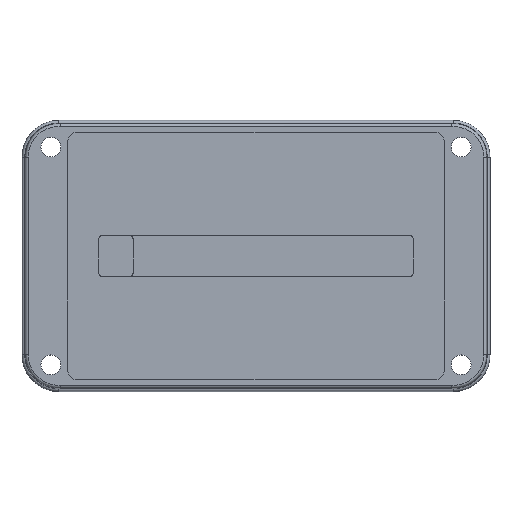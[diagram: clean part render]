
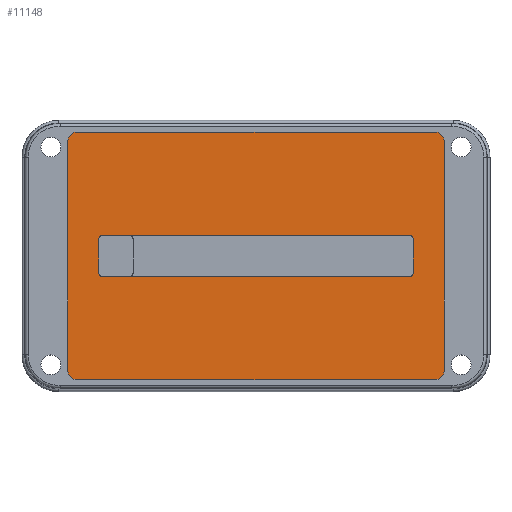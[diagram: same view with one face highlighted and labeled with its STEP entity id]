
A CAD part, top view. The second image highlights one B-rep face of the part: STEP entity #11148.
In plain terms, the highlighted planar face has unit normal (0, 0, 1).
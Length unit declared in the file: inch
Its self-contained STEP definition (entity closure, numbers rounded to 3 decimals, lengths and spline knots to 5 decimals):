
#336=FACE_BOUND('',#1761,.T.);
#553=PLANE('',#12232);
#1105=FACE_OUTER_BOUND('',#1760,.T.);
#1760=EDGE_LOOP('',(#9756,#9757,#9758,#9759,#9760,#9761,#9762,#9763));
#1761=EDGE_LOOP('',(#9764,#9765,#9766,#9767,#9768,#9769,#9770,#9771));
#2621=LINE('',#19505,#3589);
#2625=LINE('',#19514,#3593);
#2628=LINE('',#19522,#3596);
#2631=LINE('',#19530,#3599);
#2634=LINE('',#19538,#3602);
#2638=LINE('',#19547,#3606);
#2641=LINE('',#19555,#3609);
#2644=LINE('',#19563,#3612);
#3589=VECTOR('',#14973,0.3937);
#3593=VECTOR('',#14983,0.3937);
#3596=VECTOR('',#14992,0.3937);
#3599=VECTOR('',#15001,0.3937);
#3602=VECTOR('',#15010,0.3937);
#3606=VECTOR('',#15020,0.3937);
#3609=VECTOR('',#15029,0.3937);
#3612=VECTOR('',#15038,0.3937);
#4326=CIRCLE('',#12210,0.031);
#4327=CIRCLE('',#12213,0.031);
#4328=CIRCLE('',#12216,0.031);
#4329=CIRCLE('',#12219,0.031);
#4330=CIRCLE('',#12222,0.063);
#4331=CIRCLE('',#12225,0.063);
#4332=CIRCLE('',#12228,0.063);
#4333=CIRCLE('',#12231,0.063);
#5271=VERTEX_POINT('',#19503);
#5272=VERTEX_POINT('',#19504);
#5273=VERTEX_POINT('',#19509);
#5274=VERTEX_POINT('',#19513);
#5275=VERTEX_POINT('',#19517);
#5276=VERTEX_POINT('',#19521);
#5277=VERTEX_POINT('',#19525);
#5278=VERTEX_POINT('',#19529);
#5279=VERTEX_POINT('',#19535);
#5280=VERTEX_POINT('',#19537);
#5281=VERTEX_POINT('',#19541);
#5282=VERTEX_POINT('',#19545);
#5283=VERTEX_POINT('',#19549);
#5284=VERTEX_POINT('',#19553);
#5285=VERTEX_POINT('',#19557);
#5286=VERTEX_POINT('',#19561);
#6785=EDGE_CURVE('',#5271,#5272,#2621,.T.);
#6788=EDGE_CURVE('',#5273,#5271,#4326,.T.);
#6790=EDGE_CURVE('',#5274,#5273,#2625,.T.);
#6792=EDGE_CURVE('',#5275,#5274,#4327,.T.);
#6794=EDGE_CURVE('',#5276,#5275,#2628,.T.);
#6796=EDGE_CURVE('',#5277,#5276,#4328,.T.);
#6798=EDGE_CURVE('',#5278,#5277,#2631,.T.);
#6800=EDGE_CURVE('',#5272,#5278,#4329,.T.);
#6802=EDGE_CURVE('',#5279,#5280,#2634,.T.);
#6805=EDGE_CURVE('',#5281,#5279,#4330,.T.);
#6807=EDGE_CURVE('',#5282,#5281,#2638,.T.);
#6809=EDGE_CURVE('',#5283,#5282,#4331,.T.);
#6811=EDGE_CURVE('',#5284,#5283,#2641,.T.);
#6813=EDGE_CURVE('',#5285,#5284,#4332,.T.);
#6815=EDGE_CURVE('',#5286,#5285,#2644,.T.);
#6816=EDGE_CURVE('',#5280,#5286,#4333,.T.);
#9756=ORIENTED_EDGE('',*,*,#6816,.F.);
#9757=ORIENTED_EDGE('',*,*,#6802,.F.);
#9758=ORIENTED_EDGE('',*,*,#6805,.F.);
#9759=ORIENTED_EDGE('',*,*,#6807,.F.);
#9760=ORIENTED_EDGE('',*,*,#6809,.F.);
#9761=ORIENTED_EDGE('',*,*,#6811,.F.);
#9762=ORIENTED_EDGE('',*,*,#6813,.F.);
#9763=ORIENTED_EDGE('',*,*,#6815,.F.);
#9764=ORIENTED_EDGE('',*,*,#6785,.T.);
#9765=ORIENTED_EDGE('',*,*,#6800,.T.);
#9766=ORIENTED_EDGE('',*,*,#6798,.T.);
#9767=ORIENTED_EDGE('',*,*,#6796,.T.);
#9768=ORIENTED_EDGE('',*,*,#6794,.T.);
#9769=ORIENTED_EDGE('',*,*,#6792,.T.);
#9770=ORIENTED_EDGE('',*,*,#6790,.T.);
#9771=ORIENTED_EDGE('',*,*,#6788,.T.);
#11148=ADVANCED_FACE('',(#1105,#336),#553,.T.);
#12210=AXIS2_PLACEMENT_3D('',#19510,#14978,#14979);
#12213=AXIS2_PLACEMENT_3D('',#19518,#14987,#14988);
#12216=AXIS2_PLACEMENT_3D('',#19526,#14996,#14997);
#12219=AXIS2_PLACEMENT_3D('',#19533,#15005,#15006);
#12222=AXIS2_PLACEMENT_3D('',#19543,#15015,#15016);
#12225=AXIS2_PLACEMENT_3D('',#19551,#15024,#15025);
#12228=AXIS2_PLACEMENT_3D('',#19559,#15033,#15034);
#12231=AXIS2_PLACEMENT_3D('',#19565,#15041,#15042);
#12232=AXIS2_PLACEMENT_3D('',#19566,#15043,#15044);
#14973=DIRECTION('',(0.,-1.,0.));
#14978=DIRECTION('center_axis',(0.,0.,-1.));
#14979=DIRECTION('ref_axis',(1.,0.,0.));
#14983=DIRECTION('',(1.,0.,0.));
#14987=DIRECTION('center_axis',(0.,0.,-1.));
#14988=DIRECTION('ref_axis',(0.,1.,0.));
#14992=DIRECTION('',(0.,1.,0.));
#14996=DIRECTION('center_axis',(0.,0.,-1.));
#14997=DIRECTION('ref_axis',(-1.,0.,0.));
#15001=DIRECTION('',(-1.,0.,0.));
#15005=DIRECTION('center_axis',(0.,0.,-1.));
#15006=DIRECTION('ref_axis',(0.,-1.,0.));
#15010=DIRECTION('',(-1.,0.,0.));
#15015=DIRECTION('center_axis',(0.,0.,-1.));
#15016=DIRECTION('ref_axis',(0.,-1.,0.));
#15020=DIRECTION('',(0.,-1.,0.));
#15024=DIRECTION('center_axis',(0.,0.,-1.));
#15025=DIRECTION('ref_axis',(1.,0.,0.));
#15029=DIRECTION('',(1.,0.,0.));
#15033=DIRECTION('center_axis',(0.,0.,-1.));
#15034=DIRECTION('ref_axis',(0.,1.,0.));
#15038=DIRECTION('',(0.,1.,0.));
#15041=DIRECTION('center_axis',(0.,0.,-1.));
#15042=DIRECTION('ref_axis',(-1.,0.,0.));
#15043=DIRECTION('center_axis',(0.,0.,1.));
#15044=DIRECTION('ref_axis',(-1.,0.,0.));
#19503=CARTESIAN_POINT('',(1.143,0.119,0.2705));
#19504=CARTESIAN_POINT('',(1.143,-0.119,0.2705));
#19505=CARTESIAN_POINT('',(1.143,0.0595,0.2705));
#19509=CARTESIAN_POINT('',(1.112,0.15,0.2705));
#19510=CARTESIAN_POINT('Origin',(1.112,0.119,0.2705));
#19513=CARTESIAN_POINT('',(-1.112,0.15,0.2705));
#19514=CARTESIAN_POINT('',(-0.556,0.15,0.2705));
#19517=CARTESIAN_POINT('',(-1.143,0.119,0.2705));
#19518=CARTESIAN_POINT('Origin',(-1.112,0.119,0.2705));
#19521=CARTESIAN_POINT('',(-1.143,-0.119,0.2705));
#19522=CARTESIAN_POINT('',(-1.143,-0.0595,0.2705));
#19525=CARTESIAN_POINT('',(-1.112,-0.15,0.2705));
#19526=CARTESIAN_POINT('Origin',(-1.112,-0.119,0.2705));
#19529=CARTESIAN_POINT('',(1.112,-0.15,0.2705));
#19530=CARTESIAN_POINT('',(0.556,-0.15,0.2705));
#19533=CARTESIAN_POINT('Origin',(1.112,-0.119,0.2705));
#19535=CARTESIAN_POINT('',(1.303,-0.9,0.2705));
#19537=CARTESIAN_POINT('',(-1.303,-0.9,0.2705));
#19538=CARTESIAN_POINT('',(-1.303,-0.9,0.2705));
#19541=CARTESIAN_POINT('',(1.366,-0.837,0.2705));
#19543=CARTESIAN_POINT('Origin',(1.303,-0.837,0.2705));
#19545=CARTESIAN_POINT('',(1.366,0.837,0.2705));
#19547=CARTESIAN_POINT('',(1.366,-0.837,0.2705));
#19549=CARTESIAN_POINT('',(1.303,0.9,0.2705));
#19551=CARTESIAN_POINT('Origin',(1.303,0.837,0.2705));
#19553=CARTESIAN_POINT('',(-1.303,0.9,0.2705));
#19555=CARTESIAN_POINT('',(1.303,0.9,0.2705));
#19557=CARTESIAN_POINT('',(-1.366,0.837,0.2705));
#19559=CARTESIAN_POINT('Origin',(-1.303,0.837,0.2705));
#19561=CARTESIAN_POINT('',(-1.366,-0.837,0.2705));
#19563=CARTESIAN_POINT('',(-1.366,0.837,0.2705));
#19565=CARTESIAN_POINT('Origin',(-1.303,-0.837,0.2705));
#19566=CARTESIAN_POINT('Origin',(0.,0.,0.2705));
